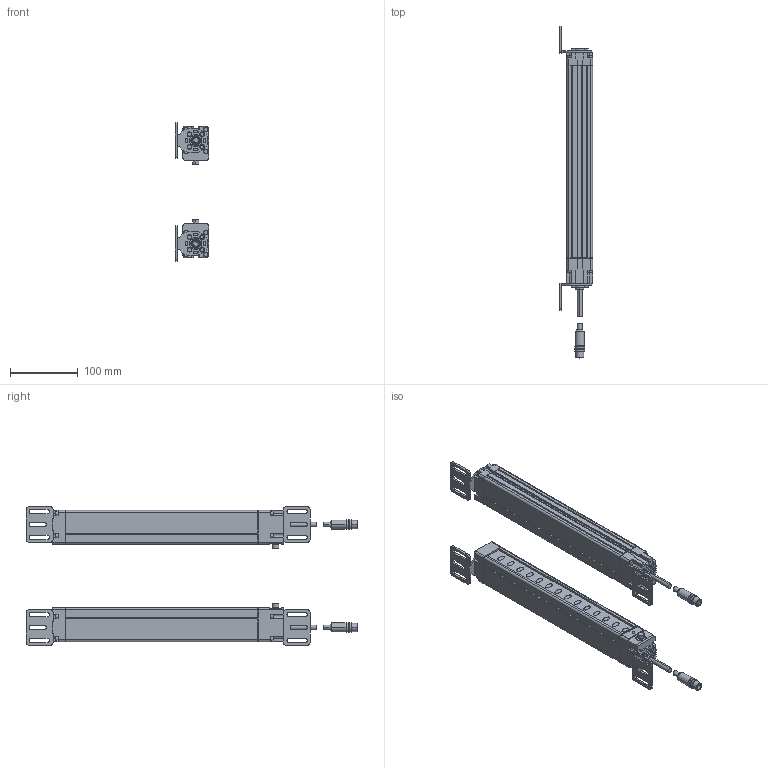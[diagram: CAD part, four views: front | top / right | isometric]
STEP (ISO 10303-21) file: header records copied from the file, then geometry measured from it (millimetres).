
FILE_DESCRIPTION (( 'STEP AP203' ), '1' );
FILE_NAME ('MS4800B_30_[]_SIDEMOUNT.step', '2008-08-04T10:45:24', ( 'OSMC1.0 ' ), ( ' ' ), 'SwSTEP 2.0', 'SolidWorks 2002025', '' );
FILE_SCHEMA (( 'CONFIG_CONTROL_DESIGN' ));
Length unit declared in the file: millimetre
Products named in the file (11): MS4800B_30_[]_SIDEMOUNT; MS4800B_30_[]_X_SIDEMOUNT; MS4800B_30_[]_X_BASE; MS4800_X_CONNECTOR; MS4800B_30_[]_R_SIDEMOUNT; MS4800_CAP; MS4800B_30_[]_R_BASE; MS4800_R_CONNECTOR; MS4800_BRACKET; MS4800_SCREW
Assembly tree (17 placements, depth 4):
  MS4800B_30_[]_SIDEMOUNT
    MS4800B_30_[]_X_SIDEMOUNT
      MS4800_CAP
      MS4800B_30_[]_X_BASE
      MS4800_BRACKET  x2
        MS4800_SCREW
        MS4800_BRACKET
      MS4800_X_CONNECTOR
    MS4800B_30_[]_R_SIDEMOUNT
      MS4800_R_CONNECTOR
      MS4800_CAP
      MS4800_BRACKET  x2
        MS4800_SCREW
        MS4800_BRACKET
      MS4800B_30_[]_R_BASE
Bounding box: 49.1 x 491 x 205.1 mm (x, y, z)
Volume: 1241973 mm3; surface area: 196565.1 mm2
Topology: 26 solids, 26 shells, 1274 faces, 3180 edges, 2108 vertices
Faces by surface type: cylinder 694, plane 576, cone 4
Entity records: 28065 total; most frequent: DIRECTION 4886, CARTESIAN_POINT 4583, ORIENTED_EDGE 4428, EDGE_CURVE 2214, AXIS2_PLACEMENT_3D 1769, VERTEX_POINT 1466, LINE 1348, VECTOR 1348
